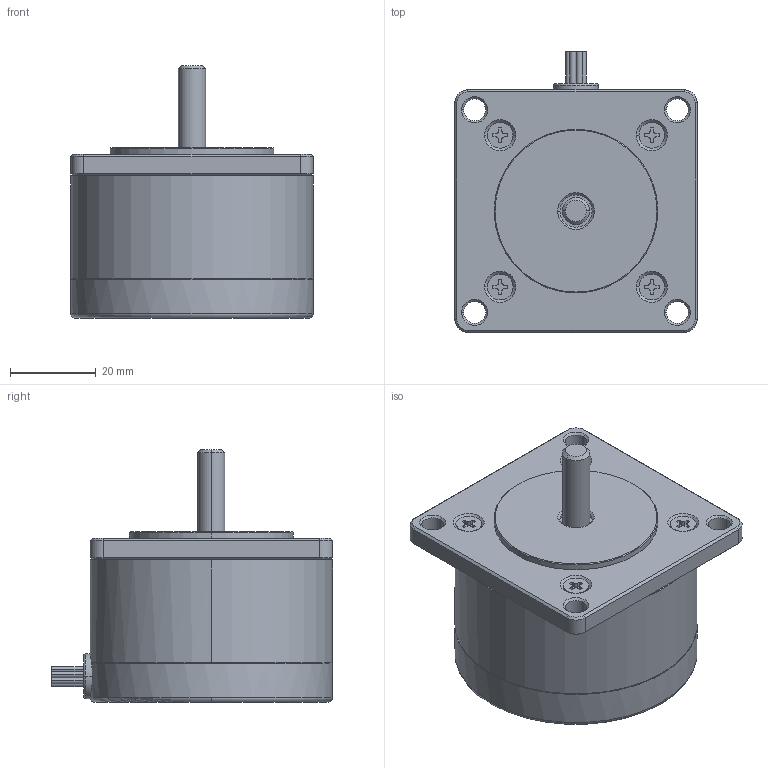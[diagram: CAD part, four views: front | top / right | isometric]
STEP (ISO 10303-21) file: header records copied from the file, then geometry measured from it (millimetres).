
FILE_DESCRIPTION(('Creo Elements/Direct Modeling STEP Export'),'2;1');
FILE_NAME('TS3103N110.stp','2014-07-05T16:17:35',(''),(''),'Creo Elements/Direct Modeling STEP processor for AP203 (Solid Model)','Creo Elements/Direct Modeling 17.0F 20-Aug-2012 (C) Parametric Technology GmbH','');
FILE_SCHEMA(('CONFIG_CONTROL_DESIGN'));
Length unit declared in the file: millimetre
Products named in the file (1): Skin_Group1
Bounding box: 56.4 x 65.4 x 58.67 mm (x, y, z)
Volume: 100300.7 mm3; surface area: 14529 mm2
Topology: 1 solids, 1 shells, 222 faces, 550 edges, 356 vertices
Faces by surface type: cylinder 91, plane 82, cone 45, torus 4
Entity records: 8073 total; most frequent: ORIENTED_EDGE 1100, CARTESIAN_POINT 1075, DIRECTION 1052, EDGE_CURVE 550, AXIS2_PLACEMENT_3D 392, VERTEX_POINT 356, VECTOR 268, LINE 268
